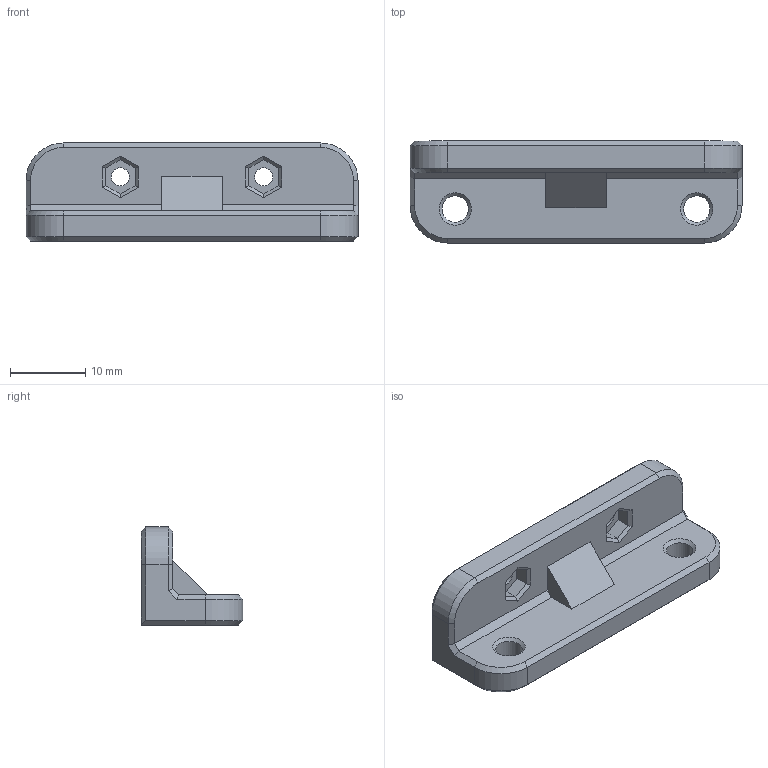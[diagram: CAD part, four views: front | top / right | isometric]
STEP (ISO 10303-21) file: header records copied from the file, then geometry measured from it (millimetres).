
FILE_DESCRIPTION(('FreeCAD Model'),'2;1');
FILE_NAME('Open CASCADE Shape Model','2023-08-13T20:23:58',(''),(''), 'Open CASCADE STEP processor 7.6','FreeCAD','Unknown');
FILE_SCHEMA(('CONFIG_CONTROL_DESIGN','SHAPE_APPEARANCE_LAYER_MIM'));
Length unit declared in the file: millimetre
Products named in the file (1): Body
Bounding box: 44 x 13.5 x 13 mm (x, y, z)
Volume: 3843.5 mm3; surface area: 2442 mm2
Topology: 1 solids, 1 shells, 73 faces, 169 edges, 100 vertices
Faces by surface type: plane 53, cone 12, cylinder 8
Full cylindrical faces by diameter (mm): 2.4 x2, 3.5 x2
Entity records: 4295 total; most frequent: CARTESIAN_POINT 723, DIRECTION 676, LINE 463, VECTOR 463, ORIENTED_EDGE 338, PCURVE 338, DEFINITIONAL_REPRESENTATION 338, EDGE_CURVE 169
